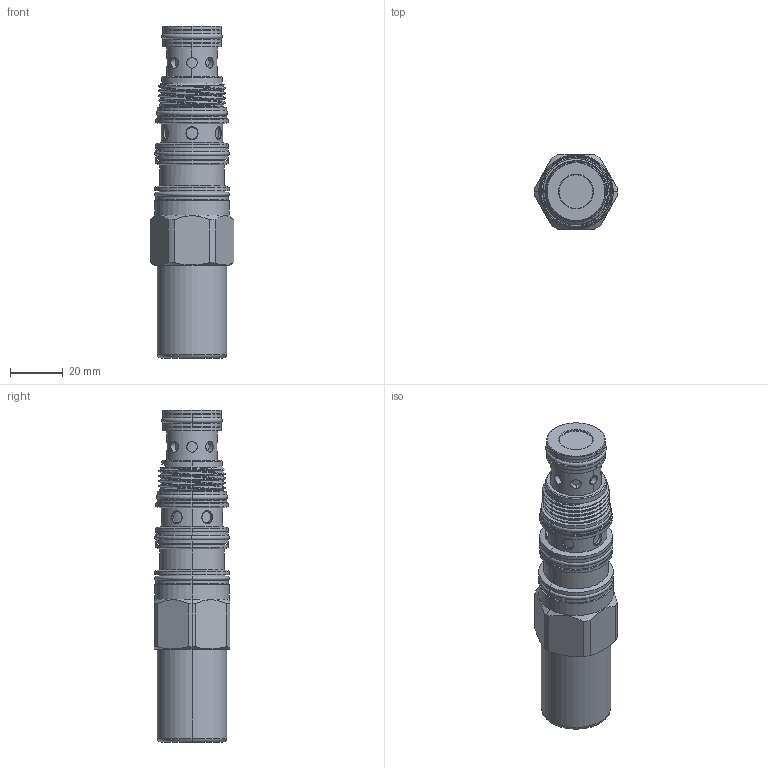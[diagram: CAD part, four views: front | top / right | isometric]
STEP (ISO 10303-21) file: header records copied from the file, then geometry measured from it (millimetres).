
FILE_DESCRIPTION (( 'STEP AP203' ), '1' );
FILE_NAME ('DP22A4Q-C.STEP', '2023-11-29T07:28:56', ( '' ), ( '' ), 'SwSTEP 2.0', 'SolidWorks 2018', '' );
FILE_SCHEMA (( 'CONFIG_CONTROL_DESIGN' ));
Length unit declared in the file: millimetre
Products named in the file (1): DP22A4Q-C
Bounding box: 31.6 x 28.57 x 125.39 mm (x, y, z)
Volume: 64728.8 mm3; surface area: 14536 mm2
Topology: 1 solids, 1 shells, 238 faces, 515 edges, 318 vertices
Faces by surface type: cylinder 147, cone 40, plane 37, torus 12, bspline 2
Entity records: 8788 total; most frequent: CARTESIAN_POINT 3617, DIRECTION 1088, ORIENTED_EDGE 1030, EDGE_CURVE 515, AXIS2_PLACEMENT_3D 455, VERTEX_POINT 318, EDGE_LOOP 277, ADVANCED_FACE 238
